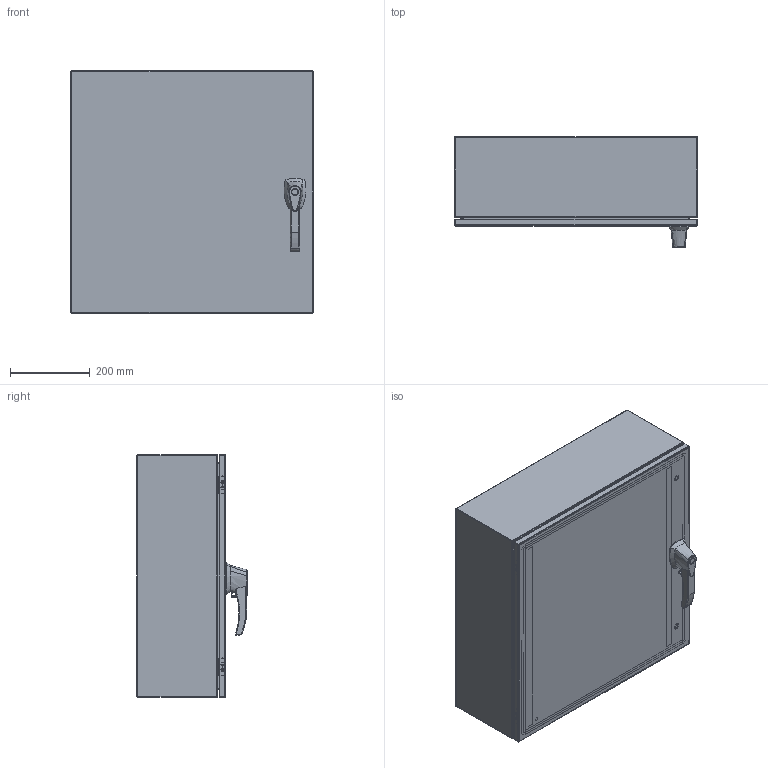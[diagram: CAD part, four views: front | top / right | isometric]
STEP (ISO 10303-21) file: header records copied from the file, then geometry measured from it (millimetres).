
FILE_DESCRIPTION (( 'STEP AP203' ), '1' );
FILE_NAME ('EN4SD24248SSWH_Default.step', '2019-11-14T20:56:14', ( '' ), ( '' ), 'SwSTEP 2.0', 'SolidWorks 2019', '' );
FILE_SCHEMA (( 'CONFIG_CONTROL_DESIGN' ));
Length unit declared in the file: inch
Products named in the file (1): EN4SD24248SSWH_Default
Bounding box: 609.6 x 278.33 x 609.6 mm (x, y, z)
Volume: 2916793.5 mm3; surface area: 3026526.9 mm2
Topology: 48 solids, 49 shells, 1265 faces, 3003 edges, 1883 vertices
Faces by surface type: plane 558, cylinder 491, bspline 137, cone 55, torus 24
Entity records: 75184 total; most frequent: CARTESIAN_POINT 46682, ORIENTED_EDGE 5978, DIRECTION 5681, EDGE_CURVE 2989, AXIS2_PLACEMENT_3D 2054, VERTEX_POINT 1883, LINE 1573, VECTOR 1573
